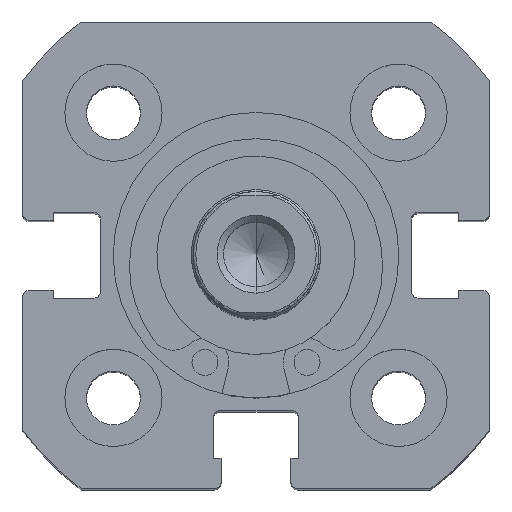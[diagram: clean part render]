
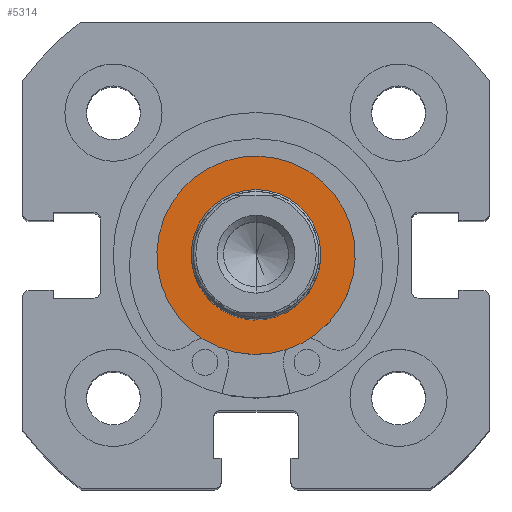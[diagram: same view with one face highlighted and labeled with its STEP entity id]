
A CAD part, top view. The second image highlights one B-rep face of the part: STEP entity #5314.
In plain terms, the highlighted face is planar.
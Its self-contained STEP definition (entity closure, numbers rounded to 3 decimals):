
#329 = CARTESIAN_POINT ( 'NONE',  ( 0., 0., 0. ) ) ;
#330 = DIRECTION ( 'NONE',  ( -1., 0., 0. ) ) ;
#331 = DIRECTION ( 'NONE',  ( 0., 0., 1. ) ) ;
#332 = CARTESIAN_POINT ( 'NONE',  ( 0., 0., 0. ) ) ;
#341 = DIRECTION ( 'NONE',  ( -1., 0., 0. ) ) ;
#342 = DIRECTION ( 'NONE',  ( 0., 0., 1. ) ) ;
#418 = CARTESIAN_POINT ( 'NONE',  ( 0., 0., 0. ) ) ;
#419 = DIRECTION ( 'NONE',  ( -1., 0., 0. ) ) ;
#420 = DIRECTION ( 'NONE',  ( 0., 0., 1. ) ) ;
#426 = CARTESIAN_POINT ( 'NONE',  ( 0., 0., 0. ) ) ;
#433 = DIRECTION ( 'NONE',  ( -1., 0., 0. ) ) ;
#434 = DIRECTION ( 'NONE',  ( 0., 0., 1. ) ) ;
#1953 = FACE_BOUND ( 'NONE', #5709, .T. ) ;
#1962 = FACE_OUTER_BOUND ( 'NONE', #5637, .T. ) ;
#2244 = EDGE_CURVE ( 'NONE', #5486, #5483, #5046, .T. ) ;
#2248 = EDGE_CURVE ( 'NONE', #5483, #5486, #5052, .T. ) ;
#2273 = EDGE_CURVE ( 'NONE', #5453, #5398, #5086, .T. ) ;
#2278 = EDGE_CURVE ( 'NONE', #5398, #5453, #5092, .T. ) ;
#2684 = AXIS2_PLACEMENT_3D ( 'NONE', #329, #330, #331 ) ;
#2693 = AXIS2_PLACEMENT_3D ( 'NONE', #332, #341, #342 ) ;
#2705 = AXIS2_PLACEMENT_3D ( 'NONE', #418, #419, #420 ) ;
#2708 = AXIS2_PLACEMENT_3D ( 'NONE', #426, #433, #434 ) ;
#3705 = CARTESIAN_POINT ( 'NONE',  ( 0., 7.65, 0. ) ) ;
#3706 = PLANE ( 'NONE',  #6006 ) ;
#3707 = DIRECTION ( 'NONE',  ( 1., 0., 0. ) ) ;
#3708 = DIRECTION ( 'NONE',  ( 0., 0., -1. ) ) ;
#3987 = CARTESIAN_POINT ( 'NONE',  ( 0., 0., -5. ) ) ;
#4041 = CARTESIAN_POINT ( 'NONE',  ( 0., 0., 5. ) ) ;
#4071 = CARTESIAN_POINT ( 'NONE',  ( 0., 0., -7.65 ) ) ;
#4074 = CARTESIAN_POINT ( 'NONE',  ( 0., 0., 7.65 ) ) ;
#4875 = ORIENTED_EDGE ( 'NONE', *, *, #2244, .T. ) ;
#4878 = ORIENTED_EDGE ( 'NONE', *, *, #2273, .F. ) ;
#4883 = ORIENTED_EDGE ( 'NONE', *, *, #2278, .F. ) ;
#4884 = ORIENTED_EDGE ( 'NONE', *, *, #2248, .T. ) ;
#5046 = CIRCLE ( 'NONE', #2684, 7.65 ) ;
#5052 = CIRCLE ( 'NONE', #2693, 7.65 ) ;
#5086 = CIRCLE ( 'NONE', #2705, 5. ) ;
#5092 = CIRCLE ( 'NONE', #2708, 5. ) ;
#5314 = ADVANCED_FACE ( 'NONE', ( #1953, #1962 ), #3706, .F. ) ;
#5398 = VERTEX_POINT ( 'NONE', #3987 ) ;
#5453 = VERTEX_POINT ( 'NONE', #4041 ) ;
#5483 = VERTEX_POINT ( 'NONE', #4071 ) ;
#5486 = VERTEX_POINT ( 'NONE', #4074 ) ;
#5637 = EDGE_LOOP ( 'NONE', ( #4875, #4884 ) ) ;
#5709 = EDGE_LOOP ( 'NONE', ( #4878, #4883 ) ) ;
#6006 = AXIS2_PLACEMENT_3D ( 'NONE', #3705, #3707, #3708 ) ;
